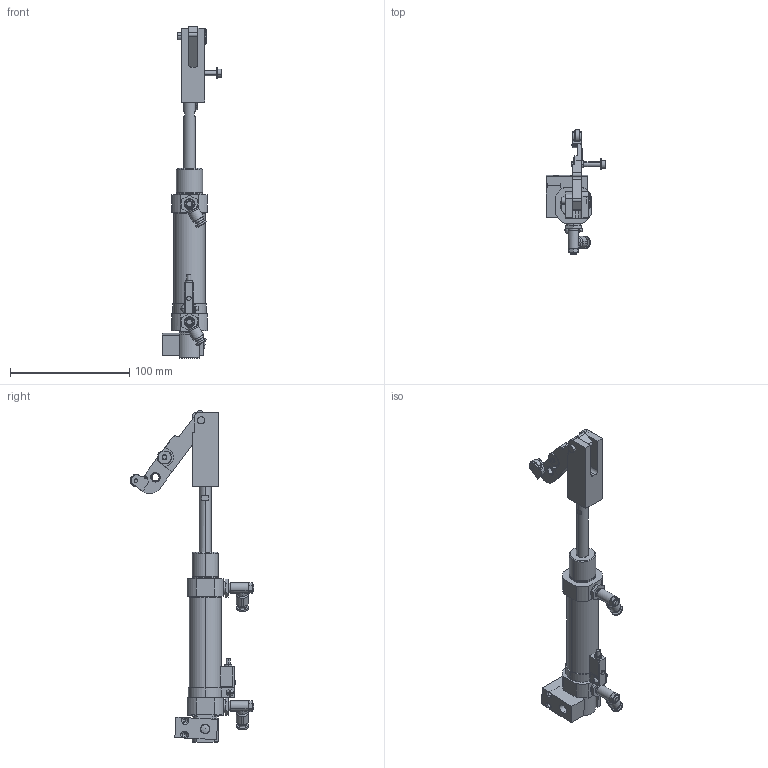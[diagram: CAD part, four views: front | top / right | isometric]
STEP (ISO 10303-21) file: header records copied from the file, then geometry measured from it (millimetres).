
FILE_DESCRIPTION (( 'STEP AP214' ), '1' );
FILE_NAME ('42701~1.STEP', '2018-07-25T07:26:28', ( '' ), ( '' ), 'SwSTEP 2.0', 'SolidWorks 2018', '' );
FILE_SCHEMA (( 'AUTOMOTIVE_DESIGN' ));
Length unit declared in the file: millimetre
Products named in the file (23): DIN125~n_04,3 M04,0; 28557~0; DIN912~n_M04,0x025 VA; 14906~0; 39203_1~0_S; 39202~8_S; 26821~0; DIN6325~n_02,0m6x008; 59552~0_S; 31194~0; 54838~0_S; 39201~2_S; ST-PZ-VR~0; 2711~0; 39199~3_S; 39203_2~0_S; 3290~0; 8670~0; 42701~1; 4213~0; 43357~0_S; 3287~0; 10497~0
Assembly tree (24 placements, depth 3):
  42701~1
    26821~0  x2
    ST-PZ-VR~0  x2
    43357~0_S
      39203_1~0_S
      39203_2~0_S
    39199~3_S
    39201~2_S
    39202~8_S
    4213~0
    8670~0
    2711~0
    14906~0
    28557~0
    31194~0
    54838~0_S
      59552~0_S
      DIN912~n_M04,0x025 VA
      DIN125~n_04,3 M04,0
    3287~0
    DIN6325~n_02,0m6x008
    10497~0
    3290~0
Bounding box: 50.2 x 103.85 x 278.19 mm (x, y, z)
Volume: 138080.5 mm3; surface area: 50472.1 mm2
Topology: 22 solids, 22 shells, 601 faces, 1433 edges, 922 vertices
Faces by surface type: cylinder 243, plane 235, cone 108, sphere 7, bspline 4, torus 4
Entity records: 17738 total; most frequent: CARTESIAN_POINT 3012, DIRECTION 2852, ORIENTED_EDGE 2488, EDGE_CURVE 1244, AXIS2_PLACEMENT_3D 1125, VERTEX_POINT 805, EDGE_LOOP 607, VECTOR 602
